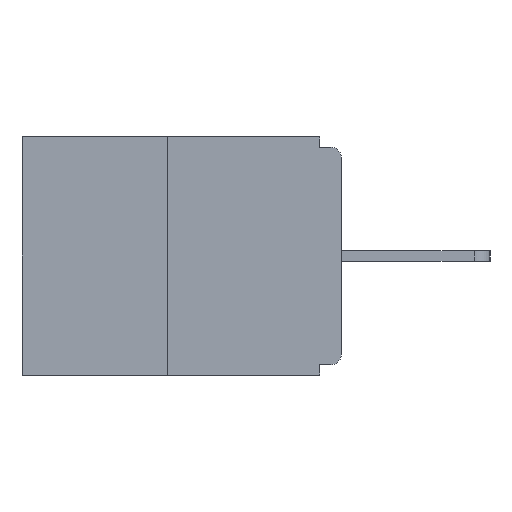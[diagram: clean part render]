
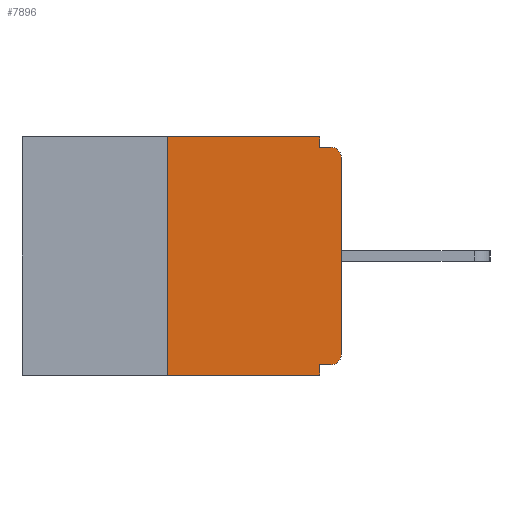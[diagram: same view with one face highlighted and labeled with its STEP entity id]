
A CAD part, left-side view. The second image highlights one B-rep face of the part: STEP entity #7896.
In plain terms, the highlighted planar face has unit normal (-1, 0, 0).
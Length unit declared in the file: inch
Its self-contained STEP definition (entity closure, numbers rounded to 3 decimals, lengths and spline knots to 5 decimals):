
#159 = VECTOR ( 'NONE', #2419, 39.37008 ) ;
#196 = EDGE_CURVE ( 'NONE', #9322, #3680, #2425, .T. ) ;
#253 = AXIS2_PLACEMENT_3D ( 'NONE', #12876, #2468, #9871 ) ;
#276 = CARTESIAN_POINT ( 'NONE',  ( 0., 0.46, 0. ) ) ;
#449 = CARTESIAN_POINT ( 'NONE',  ( 0., 0., -0.328 ) ) ;
#450 = LINE ( 'NONE', #2349, #2752 ) ;
#549 = DIRECTION ( 'NONE',  ( 0., 0., -1. ) ) ;
#702 = LINE ( 'NONE', #762, #7199 ) ;
#762 = CARTESIAN_POINT ( 'NONE',  ( 0., 0.031, 0. ) ) ;
#780 = ORIENTED_EDGE ( 'NONE', *, *, #2686, .F. ) ;
#1187 = ORIENTED_EDGE ( 'NONE', *, *, #6986, .F. ) ;
#1211 = LINE ( 'NONE', #449, #159 ) ;
#1569 = ORIENTED_EDGE ( 'NONE', *, *, #9108, .T. ) ;
#1853 = CARTESIAN_POINT ( 'NONE',  ( 0., 0., -0.015 ) ) ;
#1880 = CARTESIAN_POINT ( 'NONE',  ( 0., 0.015, -0.313 ) ) ;
#2217 = EDGE_CURVE ( 'NONE', #3738, #3680, #4853, .T. ) ;
#2349 = CARTESIAN_POINT ( 'NONE',  ( 0., 0.25, 0. ) ) ;
#2383 = VERTEX_POINT ( 'NONE', #9397 ) ;
#2387 = FACE_OUTER_BOUND ( 'NONE', #5413, .T. ) ;
#2419 = DIRECTION ( 'NONE',  ( 0., 1., 0. ) ) ;
#2425 = CIRCLE ( 'NONE', #253, 0.015 ) ;
#2468 = DIRECTION ( 'NONE',  ( -1., 0., 0. ) ) ;
#2686 = EDGE_CURVE ( 'NONE', #6524, #3924, #10960, .T. ) ;
#2752 = VECTOR ( 'NONE', #10781, 39.37008 ) ;
#2772 = VECTOR ( 'NONE', #10114, 39.37008 ) ;
#2842 = VECTOR ( 'NONE', #7046, 39.37008 ) ;
#2863 = CARTESIAN_POINT ( 'NONE',  ( 0., 0., -0.03 ) ) ;
#2893 = VERTEX_POINT ( 'NONE', #5375 ) ;
#2951 = VERTEX_POINT ( 'NONE', #9713 ) ;
#3287 = ORIENTED_EDGE ( 'NONE', *, *, #196, .T. ) ;
#3404 = DIRECTION ( 'NONE',  ( 0., 0., -1. ) ) ;
#3561 = ORIENTED_EDGE ( 'NONE', *, *, #3816, .F. ) ;
#3680 = VERTEX_POINT ( 'NONE', #7240 ) ;
#3738 = VERTEX_POINT ( 'NONE', #12716 ) ;
#3816 = EDGE_CURVE ( 'NONE', #3924, #3738, #702, .T. ) ;
#3924 = VERTEX_POINT ( 'NONE', #8041 ) ;
#4077 = CARTESIAN_POINT ( 'NONE',  ( 0., 0.031, -0.343 ) ) ;
#4154 = LINE ( 'NONE', #12454, #13200 ) ;
#4406 = EDGE_CURVE ( 'NONE', #2893, #6524, #450, .T. ) ;
#4511 = VECTOR ( 'NONE', #7167, 39.37008 ) ;
#4775 = CARTESIAN_POINT ( 'NONE',  ( 0., 0.46, 0. ) ) ;
#4782 = CARTESIAN_POINT ( 'NONE',  ( 0., 0.031, -0.328 ) ) ;
#4853 = LINE ( 'NONE', #1853, #2842 ) ;
#5375 = CARTESIAN_POINT ( 'NONE',  ( 0., 0.25, -0.343 ) ) ;
#5413 = EDGE_LOOP ( 'NONE', ( #780, #9400, #5995, #7512, #1187, #10751, #1569, #3287, #10873, #3561 ) ) ;
#5568 = CIRCLE ( 'NONE', #12923, 0.015 ) ;
#5596 = EDGE_CURVE ( 'NONE', #12077, #2951, #5568, .T. ) ;
#5995 = ORIENTED_EDGE ( 'NONE', *, *, #8133, .T. ) ;
#5997 = LINE ( 'NONE', #12246, #2772 ) ;
#6047 = DIRECTION ( 'NONE',  ( 0., 0., -1. ) ) ;
#6307 = VERTEX_POINT ( 'NONE', #4782 ) ;
#6437 = AXIS2_PLACEMENT_3D ( 'NONE', #276, #12712, #3404 ) ;
#6524 = VERTEX_POINT ( 'NONE', #13329 ) ;
#6539 = PLANE ( 'NONE',  #6437 ) ;
#6986 = EDGE_CURVE ( 'NONE', #12077, #6307, #1211, .T. ) ;
#7046 = DIRECTION ( 'NONE',  ( 0., -1., 0. ) ) ;
#7167 = DIRECTION ( 'NONE',  ( 0., 0., -1. ) ) ;
#7199 = VECTOR ( 'NONE', #549, 39.37008 ) ;
#7240 = CARTESIAN_POINT ( 'NONE',  ( 0., 0.015, -0.015 ) ) ;
#7288 = DIRECTION ( 'NONE',  ( 0., 0., 1. ) ) ;
#7512 = ORIENTED_EDGE ( 'NONE', *, *, #9033, .F. ) ;
#7896 = ADVANCED_FACE ( 'NONE', ( #2387 ), #6539, .F. ) ;
#8041 = CARTESIAN_POINT ( 'NONE',  ( 0., 0.031, 0. ) ) ;
#8133 = EDGE_CURVE ( 'NONE', #2893, #2383, #5997, .T. ) ;
#8138 = DIRECTION ( 'NONE',  ( -1., 0., 0. ) ) ;
#9033 = EDGE_CURVE ( 'NONE', #6307, #2383, #10411, .T. ) ;
#9108 = EDGE_CURVE ( 'NONE', #2951, #9322, #4154, .T. ) ;
#9322 = VERTEX_POINT ( 'NONE', #2863 ) ;
#9397 = CARTESIAN_POINT ( 'NONE',  ( 0., 0.031, -0.343 ) ) ;
#9400 = ORIENTED_EDGE ( 'NONE', *, *, #4406, .F. ) ;
#9713 = CARTESIAN_POINT ( 'NONE',  ( 0., 0., -0.313 ) ) ;
#9787 = CARTESIAN_POINT ( 'NONE',  ( 0., 0.015, -0.328 ) ) ;
#9871 = DIRECTION ( 'NONE',  ( 0., 0., -1. ) ) ;
#9921 = DIRECTION ( 'NONE',  ( 0., -1., 0. ) ) ;
#10114 = DIRECTION ( 'NONE',  ( 0., -1., 0. ) ) ;
#10411 = LINE ( 'NONE', #4077, #4511 ) ;
#10751 = ORIENTED_EDGE ( 'NONE', *, *, #5596, .T. ) ;
#10781 = DIRECTION ( 'NONE',  ( 0., 0., 1. ) ) ;
#10873 = ORIENTED_EDGE ( 'NONE', *, *, #2217, .F. ) ;
#10960 = LINE ( 'NONE', #4775, #12306 ) ;
#12077 = VERTEX_POINT ( 'NONE', #9787 ) ;
#12246 = CARTESIAN_POINT ( 'NONE',  ( 0., 0.46, -0.343 ) ) ;
#12306 = VECTOR ( 'NONE', #9921, 39.37008 ) ;
#12454 = CARTESIAN_POINT ( 'NONE',  ( 0., 0., 0. ) ) ;
#12712 = DIRECTION ( 'NONE',  ( 1., 0., 0. ) ) ;
#12716 = CARTESIAN_POINT ( 'NONE',  ( 0., 0.031, -0.015 ) ) ;
#12876 = CARTESIAN_POINT ( 'NONE',  ( 0., 0.015, -0.03 ) ) ;
#12923 = AXIS2_PLACEMENT_3D ( 'NONE', #1880, #8138, #6047 ) ;
#13200 = VECTOR ( 'NONE', #7288, 39.37008 ) ;
#13329 = CARTESIAN_POINT ( 'NONE',  ( 0., 0.25, 0. ) ) ;
